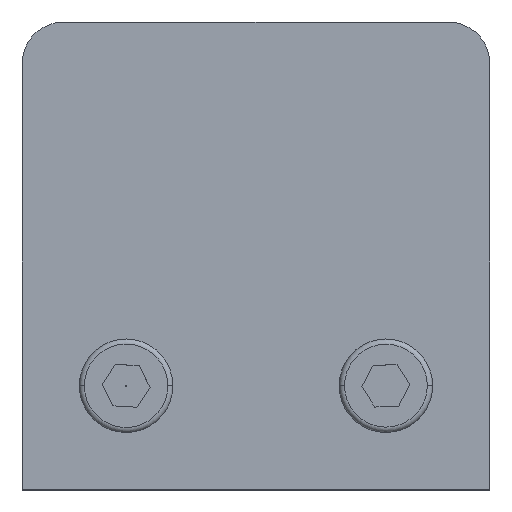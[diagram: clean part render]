
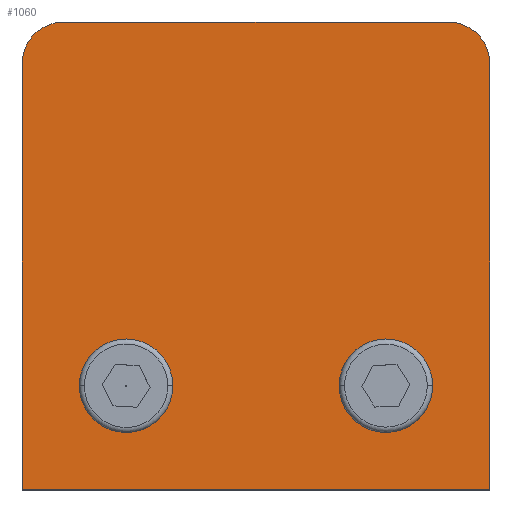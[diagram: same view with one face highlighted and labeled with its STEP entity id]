
A CAD part, top view. The second image highlights one B-rep face of the part: STEP entity #1060.
In plain terms, the highlighted planar face has unit normal (0, 0, 1).
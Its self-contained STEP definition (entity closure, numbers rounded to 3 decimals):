
#21 = EDGE_CURVE ( 'NONE', #198, #977, #3614, .T. ) ;
#29 = CARTESIAN_POINT ( 'NONE',  ( -22.5, 33.5, 20.75 ) ) ;
#56 = ORIENTED_EDGE ( 'NONE', *, *, #2332, .T. ) ;
#97 = EDGE_LOOP ( 'NONE', ( #1713, #1790 ) ) ;
#120 = CARTESIAN_POINT ( 'NONE',  ( -8., 2.5, 20.75 ) ) ;
#129 = CARTESIAN_POINT ( 'NONE',  ( 22.5, 37.5, 20.75 ) ) ;
#188 = EDGE_CURVE ( 'NONE', #2911, #2816, #1028, .T. ) ;
#197 = CARTESIAN_POINT ( 'NONE',  ( 18.5, 33.5, 20.75 ) ) ;
#198 = VERTEX_POINT ( 'NONE', #1638 ) ;
#233 = VERTEX_POINT ( 'NONE', #1584 ) ;
#268 = VECTOR ( 'NONE', #3182, 1000. ) ;
#351 = CARTESIAN_POINT ( 'NONE',  ( 17., 2.5, 20.75 ) ) ;
#374 = CIRCLE ( 'NONE', #1821, 4.5 ) ;
#377 = DIRECTION ( 'NONE',  ( 1., 0., 0. ) ) ;
#467 = DIRECTION ( 'NONE',  ( -1., 0., 0. ) ) ;
#477 = EDGE_CURVE ( 'NONE', #2507, #233, #1467, .T. ) ;
#508 = CIRCLE ( 'NONE', #1534, 4.5 ) ;
#568 = VERTEX_POINT ( 'NONE', #351 ) ;
#597 = DIRECTION ( 'NONE',  ( 0., -1., 0. ) ) ;
#661 = DIRECTION ( 'NONE',  ( 0., 0., 1. ) ) ;
#729 = DIRECTION ( 'NONE',  ( 0., 0., -1. ) ) ;
#788 = DIRECTION ( 'NONE',  ( 0., 1., 0. ) ) ;
#833 = DIRECTION ( 'NONE',  ( 0., 0., 1. ) ) ;
#901 = DIRECTION ( 'NONE',  ( 0., 0., 1. ) ) ;
#977 = VERTEX_POINT ( 'NONE', #120 ) ;
#1019 = EDGE_CURVE ( 'NONE', #977, #198, #2789, .T. ) ;
#1028 = LINE ( 'NONE', #129, #2252 ) ;
#1060 = ADVANCED_FACE ( 'NONE', ( #3568, #3292, #3622 ), #1072, .F. ) ;
#1072 = PLANE ( 'NONE',  #1832 ) ;
#1134 = VERTEX_POINT ( 'NONE', #29 ) ;
#1151 = ORIENTED_EDGE ( 'NONE', *, *, #3012, .F. ) ;
#1212 = ORIENTED_EDGE ( 'NONE', *, *, #188, .T. ) ;
#1301 = ORIENTED_EDGE ( 'NONE', *, *, #477, .F. ) ;
#1329 = CARTESIAN_POINT ( 'NONE',  ( 12.5, 2.5, 20.75 ) ) ;
#1467 = LINE ( 'NONE', #2891, #3335 ) ;
#1471 = DIRECTION ( 'NONE',  ( 0., 1., 0. ) ) ;
#1534 = AXIS2_PLACEMENT_3D ( 'NONE', #2457, #3527, #3272 ) ;
#1573 = ORIENTED_EDGE ( 'NONE', *, *, #1815, .T. ) ;
#1584 = CARTESIAN_POINT ( 'NONE',  ( 22.5, -7.481, 20.75 ) ) ;
#1621 = CARTESIAN_POINT ( 'NONE',  ( 8., 2.5, 20.75 ) ) ;
#1638 = CARTESIAN_POINT ( 'NONE',  ( -17., 2.5, 20.75 ) ) ;
#1713 = ORIENTED_EDGE ( 'NONE', *, *, #1019, .F. ) ;
#1737 = EDGE_LOOP ( 'NONE', ( #2846, #1151 ) ) ;
#1790 = ORIENTED_EDGE ( 'NONE', *, *, #21, .F. ) ;
#1815 = EDGE_CURVE ( 'NONE', #2816, #1134, #2929, .T. ) ;
#1821 = AXIS2_PLACEMENT_3D ( 'NONE', #1329, #3665, #2232 ) ;
#1832 = AXIS2_PLACEMENT_3D ( 'NONE', #2205, #729, #788 ) ;
#1887 = CARTESIAN_POINT ( 'NONE',  ( -18.5, 37.5, 20.75 ) ) ;
#1894 = DIRECTION ( 'NONE',  ( 0., 0., 1. ) ) ;
#1969 = VERTEX_POINT ( 'NONE', #1621 ) ;
#2039 = CARTESIAN_POINT ( 'NONE',  ( -42.5, -7.481, 20.75 ) ) ;
#2129 = LINE ( 'NONE', #2957, #2130 ) ;
#2130 = VECTOR ( 'NONE', #2387, 1000. ) ;
#2151 = AXIS2_PLACEMENT_3D ( 'NONE', #3455, #901, #1471 ) ;
#2158 = EDGE_CURVE ( 'NONE', #2833, #233, #2902, .T. ) ;
#2168 = CARTESIAN_POINT ( 'NONE',  ( -12.5, 2.5, 20.75 ) ) ;
#2205 = CARTESIAN_POINT ( 'NONE',  ( 22.5, 37.5, 20.75 ) ) ;
#2232 = DIRECTION ( 'NONE',  ( 1., 0., 0. ) ) ;
#2252 = VECTOR ( 'NONE', #467, 1000. ) ;
#2316 = CIRCLE ( 'NONE', #3270, 4. ) ;
#2332 = EDGE_CURVE ( 'NONE', #1134, #2833, #2129, .T. ) ;
#2333 = EDGE_CURVE ( 'NONE', #568, #1969, #508, .T. ) ;
#2387 = DIRECTION ( 'NONE',  ( 0., -1., 0. ) ) ;
#2457 = CARTESIAN_POINT ( 'NONE',  ( 12.5, 2.5, 20.75 ) ) ;
#2507 = VERTEX_POINT ( 'NONE', #3345 ) ;
#2567 = CARTESIAN_POINT ( 'NONE',  ( 18.5, 37.5, 20.75 ) ) ;
#2615 = AXIS2_PLACEMENT_3D ( 'NONE', #2168, #1894, #3586 ) ;
#2789 = CIRCLE ( 'NONE', #2615, 4.5 ) ;
#2816 = VERTEX_POINT ( 'NONE', #1887 ) ;
#2819 = DIRECTION ( 'NONE',  ( 0., 1., 0. ) ) ;
#2833 = VERTEX_POINT ( 'NONE', #3304 ) ;
#2846 = ORIENTED_EDGE ( 'NONE', *, *, #2333, .F. ) ;
#2891 = CARTESIAN_POINT ( 'NONE',  ( 22.5, 37.5, 20.75 ) ) ;
#2902 = LINE ( 'NONE', #2039, #268 ) ;
#2911 = VERTEX_POINT ( 'NONE', #2567 ) ;
#2929 = CIRCLE ( 'NONE', #2151, 4. ) ;
#2957 = CARTESIAN_POINT ( 'NONE',  ( -22.5, 37.5, 20.75 ) ) ;
#2963 = AXIS2_PLACEMENT_3D ( 'NONE', #3227, #661, #377 ) ;
#3012 = EDGE_CURVE ( 'NONE', #1969, #568, #374, .T. ) ;
#3066 = EDGE_CURVE ( 'NONE', #2507, #2911, #2316, .T. ) ;
#3081 = ORIENTED_EDGE ( 'NONE', *, *, #3066, .T. ) ;
#3182 = DIRECTION ( 'NONE',  ( 1., 0., 0. ) ) ;
#3227 = CARTESIAN_POINT ( 'NONE',  ( -12.5, 2.5, 20.75 ) ) ;
#3270 = AXIS2_PLACEMENT_3D ( 'NONE', #197, #833, #2819 ) ;
#3272 = DIRECTION ( 'NONE',  ( 1., 0., 0. ) ) ;
#3292 = FACE_BOUND ( 'NONE', #1737, .T. ) ;
#3304 = CARTESIAN_POINT ( 'NONE',  ( -22.5, -7.481, 20.75 ) ) ;
#3335 = VECTOR ( 'NONE', #597, 1000. ) ;
#3345 = CARTESIAN_POINT ( 'NONE',  ( 22.5, 33.5, 20.75 ) ) ;
#3455 = CARTESIAN_POINT ( 'NONE',  ( -18.5, 33.5, 20.75 ) ) ;
#3467 = EDGE_LOOP ( 'NONE', ( #56, #3517, #1301, #3081, #1212, #1573 ) ) ;
#3517 = ORIENTED_EDGE ( 'NONE', *, *, #2158, .T. ) ;
#3527 = DIRECTION ( 'NONE',  ( 0., 0., 1. ) ) ;
#3568 = FACE_BOUND ( 'NONE', #97, .T. ) ;
#3586 = DIRECTION ( 'NONE',  ( 1., 0., 0. ) ) ;
#3614 = CIRCLE ( 'NONE', #2963, 4.5 ) ;
#3622 = FACE_OUTER_BOUND ( 'NONE', #3467, .T. ) ;
#3665 = DIRECTION ( 'NONE',  ( 0., 0., 1. ) ) ;
